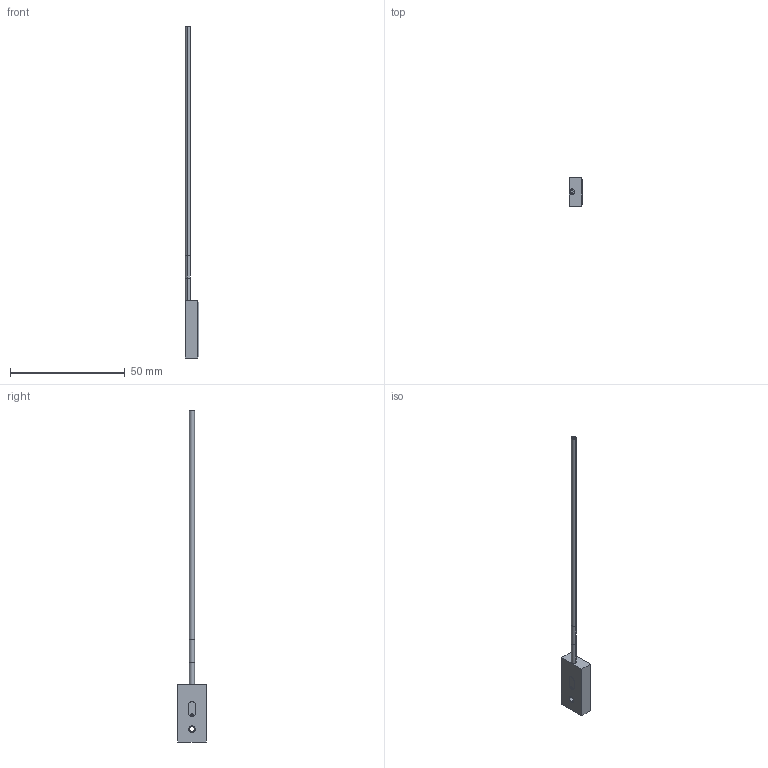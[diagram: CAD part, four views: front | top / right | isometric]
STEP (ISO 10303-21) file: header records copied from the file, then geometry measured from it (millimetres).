
FILE_DESCRIPTION((''),'2;1');
FILE_NAME('188735_ASM','2016-01-12T',('pdmadmin'),(''),'PRO/ENGINEER BY PARAMETRIC TECHNOLOGY CORPORATION, 2013230','PRO/ENGINEER BY PARAMETRIC TECHNOLOGY CORPORATION, 2013230','');
FILE_SCHEMA(('CONFIG_CONTROL_DESIGN'));
Length unit declared in the file: inch
Products named in the file (6): 114271_AF0; 51022_AF0; FIBER_CORE_1MM_AF0; 71563_ASM; 188735_POTTING; 188735_ASM
Assembly tree (5 placements, depth 3):
  188735_ASM
    71563_ASM
      114271_AF0
      51022_AF0
      FIBER_CORE_1MM_AF0
    188735_POTTING
Bounding box: 6.1 x 12.45 x 144.89 mm (x, y, z)
Volume: 2235.2 mm3; surface area: 2537.8 mm2
Topology: 4 solids, 6 shells, 47 faces, 102 edges, 64 vertices
Faces by surface type: cylinder 22, plane 21, bspline 4
Entity records: 1671 total; most frequent: CARTESIAN_POINT 451, DIRECTION 260, ORIENTED_EDGE 196, AXIS2_PLACEMENT_3D 103, EDGE_CURVE 102, VERTEX_POINT 64, VECTOR 54, LINE 54
